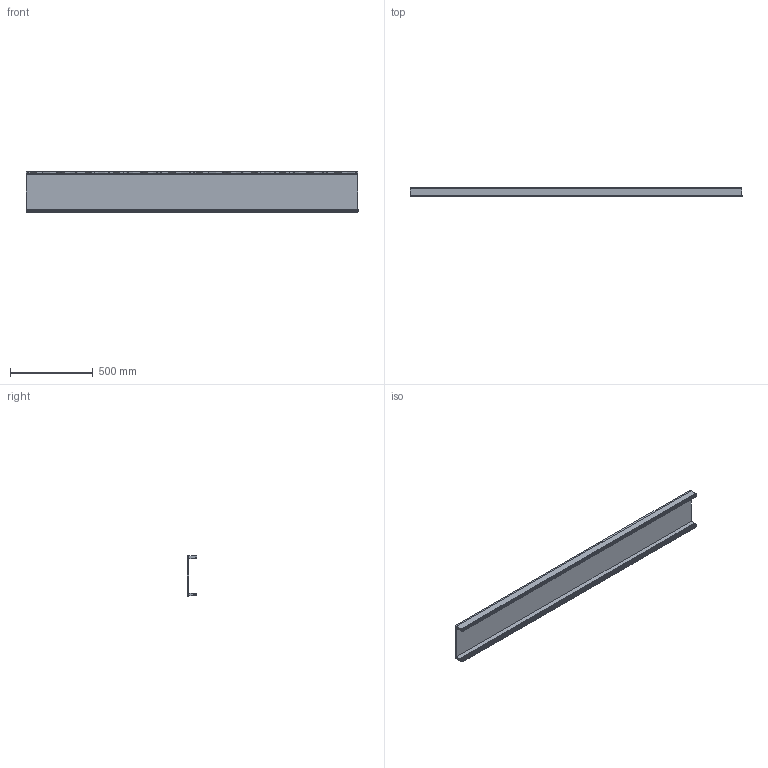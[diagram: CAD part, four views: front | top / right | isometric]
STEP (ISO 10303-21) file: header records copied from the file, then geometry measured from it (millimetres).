
FILE_DESCRIPTION(/* description */ (''),/* implementation_level */ '2;1');
FILE_NAME(/* name */ '',/* time_stamp */ '2025-11-27T12:04:02+03:00',/* author */ ('Zakhar'),/* organization */ (''),/* preprocessor_version */ 'ST-DEVELOPER v20',/* originating_system */ 'Autodesk Inventor 2024',/* authorisation */ '');
FILE_SCHEMA (('AUTOMOTIVE_DESIGN { 1 0 10303 214 3 1 1 }'));
Length unit declared in the file: millimetre
Products named in the file (8): полигон етз; пол; m2_20_CPY; полигон етз_
MIR; m2_20_CPY_MIR; m2_20_MIR; брусок; низочек
Assembly tree (34 placements, depth 3):
  полигон етз
    пол
    m2_20_CPY  x10
    m2_20_MIR  x10
    полигон етз_
MIR
      m2_20_CPY_MIR  x10
    брусок
    низочек
Bounding box: 2010.62 x 58 x 242.73 mm (x, y, z)
Volume: 8012870.4 mm3; surface area: 1841462.9 mm2
Topology: 33 solids, 33 shells, 4668 faces, 13626 edges, 8934 vertices
Faces by surface type: plane 4308, cylinder 270, cone 90
Full cylindrical faces by diameter (mm): 2.7 x90
Entity records: 16496 total; most frequent: CARTESIAN_POINT 2836, ORIENTED_EDGE 2790, DIRECTION 2564, EDGE_CURVE 1395, LINE 1278, VECTOR 1278, VERTEX_POINT 915, AXIS2_PLACEMENT_3D 643
